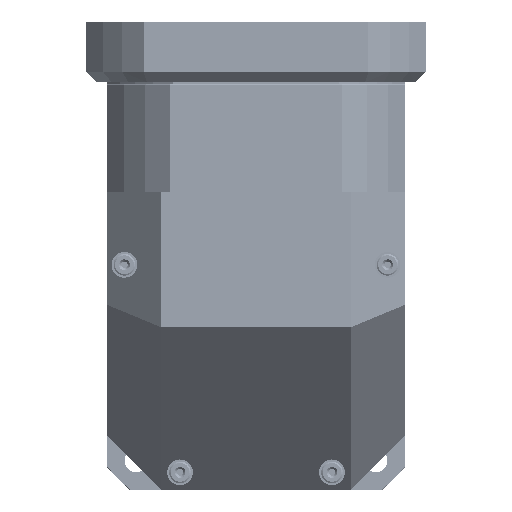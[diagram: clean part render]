
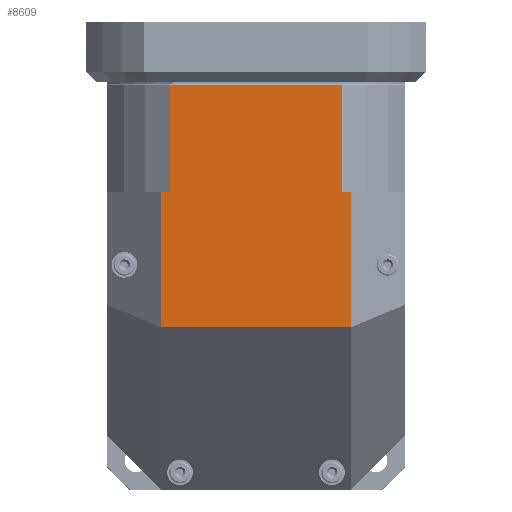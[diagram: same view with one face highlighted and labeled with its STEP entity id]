
A CAD part, front view. The second image highlights one B-rep face of the part: STEP entity #8609.
In plain terms, the highlighted planar face has unit normal (0, -1, 0).
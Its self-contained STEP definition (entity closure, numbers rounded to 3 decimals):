
#8538=CARTESIAN_POINT('',(-110.,-110.0,189.5));
#8539=DIRECTION('',(0.0,-1.0,0.0));
#8540=DIRECTION('',(0.0,0.0,-1.0));
#8541=AXIS2_PLACEMENT_3D('',#8538,#8539,#8540);
#8542=PLANE('',#8541);
#8543=CARTESIAN_POINT('',(63.474,-110.0,110.));
#8544=VERTEX_POINT('',#8543);
#8545=CARTESIAN_POINT('',(63.474,-110.,188.5));
#8546=VERTEX_POINT('',#8545);
#8547=CARTESIAN_POINT('',(63.474,-110.0,110.));
#8548=DIRECTION('',(0.0,0.0,1.0));
#8549=VECTOR('',#8548,78.5);
#8550=LINE('',#8547,#8549);
#8551=EDGE_CURVE('',#8544,#8546,#8550,.T.);
#8552=ORIENTED_EDGE('',*,*,#8551,.T.);
#8553=CARTESIAN_POINT('',(-63.474,-110.,188.5));
#8554=VERTEX_POINT('',#8553);
#8555=CARTESIAN_POINT('',(63.474,-110.0,188.5));
#8556=DIRECTION('',(-1.0,0.0,0.0));
#8557=VECTOR('',#8556,126.949);
#8558=LINE('',#8555,#8557);
#8559=EDGE_CURVE('',#8546,#8554,#8558,.T.);
#8560=ORIENTED_EDGE('',*,*,#8559,.T.);
#8561=CARTESIAN_POINT('',(-63.474,-110.0,110.));
#8562=VERTEX_POINT('',#8561);
#8563=CARTESIAN_POINT('',(-63.474,-110.0,188.5));
#8564=DIRECTION('',(0.0,0.0,-1.0));
#8565=VECTOR('',#8564,78.5);
#8566=LINE('',#8563,#8565);
#8567=EDGE_CURVE('',#8554,#8562,#8566,.T.);
#8568=ORIENTED_EDGE('',*,*,#8567,.T.);
#8569=CARTESIAN_POINT('',(-70.,-110.0,110.));
#8570=VERTEX_POINT('',#8569);
#8571=CARTESIAN_POINT('',(-70.,-110.0,110.));
#8572=DIRECTION('',(1.0,0.0,0.0));
#8573=VECTOR('',#8572,6.526);
#8574=LINE('',#8571,#8573);
#8575=EDGE_CURVE('',#8570,#8562,#8574,.T.);
#8576=ORIENTED_EDGE('',*,*,#8575,.F.);
#8577=CARTESIAN_POINT('',(-70.,-110.0,10.));
#8578=VERTEX_POINT('',#8577);
#8579=CARTESIAN_POINT('',(-70.,-110.0,110.));
#8580=DIRECTION('',(0.0,0.0,-1.0));
#8581=VECTOR('',#8580,100.);
#8582=LINE('',#8579,#8581);
#8583=EDGE_CURVE('',#8570,#8578,#8582,.T.);
#8584=ORIENTED_EDGE('',*,*,#8583,.T.);
#8585=CARTESIAN_POINT('',(70.,-110.0,10.));
#8586=VERTEX_POINT('',#8585);
#8587=CARTESIAN_POINT('',(-70.,-110.0,10.));
#8588=DIRECTION('',(1.0,0.0,0.0));
#8589=VECTOR('',#8588,140.);
#8590=LINE('',#8587,#8589);
#8591=EDGE_CURVE('',#8578,#8586,#8590,.T.);
#8592=ORIENTED_EDGE('',*,*,#8591,.T.);
#8593=CARTESIAN_POINT('',(70.,-110.0,110.));
#8594=VERTEX_POINT('',#8593);
#8595=CARTESIAN_POINT('',(70.,-110.0,10.));
#8596=DIRECTION('',(0.0,0.0,1.0));
#8597=VECTOR('',#8596,100.);
#8598=LINE('',#8595,#8597);
#8599=EDGE_CURVE('',#8586,#8594,#8598,.T.);
#8600=ORIENTED_EDGE('',*,*,#8599,.T.);
#8601=CARTESIAN_POINT('',(63.474,-110.0,110.));
#8602=DIRECTION('',(1.0,0.0,0.0));
#8603=VECTOR('',#8602,6.526);
#8604=LINE('',#8601,#8603);
#8605=EDGE_CURVE('',#8544,#8594,#8604,.T.);
#8606=ORIENTED_EDGE('',*,*,#8605,.F.);
#8607=EDGE_LOOP('',(#8552,#8560,#8568,#8576,#8584,#8592,#8600,#8606));
#8608=FACE_OUTER_BOUND('',#8607,.T.);
#8609=ADVANCED_FACE('',(#8608),#8542,.T.);
